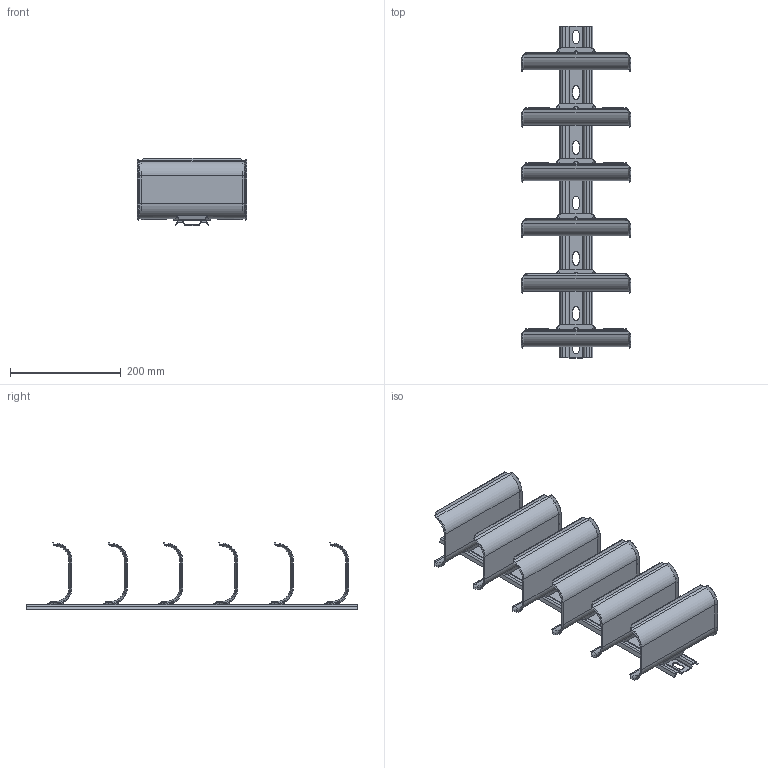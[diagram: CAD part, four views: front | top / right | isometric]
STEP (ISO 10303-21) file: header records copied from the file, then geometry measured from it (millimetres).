
FILE_DESCRIPTION((''),'2;1');
FILE_NAME('6006906_ASM','2014-10-30T',('AndreasKeweloh'),(''),'PRO/ENGINEER BY PARAMETRIC TECHNOLOGY CORPORATION, 2014000','PRO/ENGINEER BY PARAMETRIC TECHNOLOGY CORPORATION, 2014000','');
FILE_SCHEMA(('CONFIG_CONTROL_DESIGN'));
Length unit declared in the file: millimetre
Products named in the file (3): 046639_100; 068905_6-FACH; 6006906_ASM
Assembly tree (7 placements, depth 2):
  6006906_ASM
    046639_100  x6
    068905_6-FACH
Bounding box: 198 x 600 x 122.46 mm (x, y, z)
Volume: 435440 mm3; surface area: 450069 mm2
Topology: 7 solids, 7 shells, 964 faces, 2478 edges, 1582 vertices
Faces by surface type: plane 518, cylinder 278, cone 72, bspline 48, torus 24, extrusion 24
Entity records: 8145 total; most frequent: CARTESIAN_POINT 1965, ORIENTED_EDGE 1266, DIRECTION 1241, EDGE_CURVE 633, AXIS2_PLACEMENT_3D 429, VERTEX_POINT 397, VECTOR 383, LINE 379
